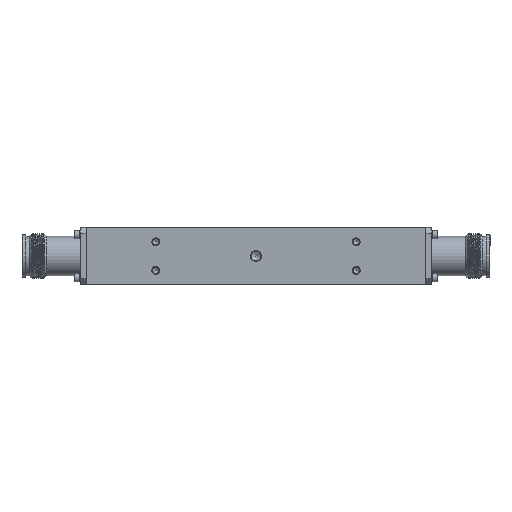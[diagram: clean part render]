
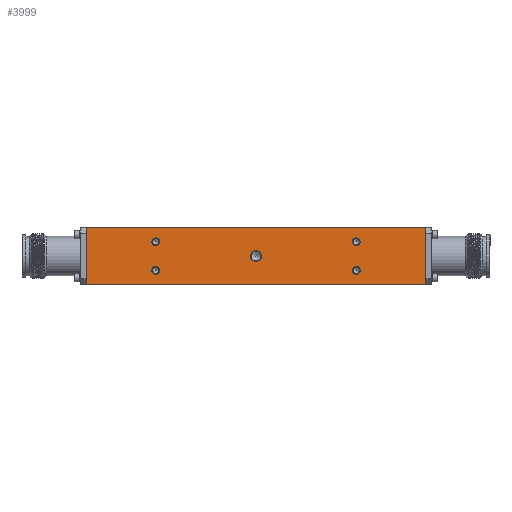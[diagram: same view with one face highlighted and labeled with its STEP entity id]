
A CAD part, front view. The second image highlights one B-rep face of the part: STEP entity #3999.
In plain terms, the highlighted planar face has unit normal (0, -1, 0).
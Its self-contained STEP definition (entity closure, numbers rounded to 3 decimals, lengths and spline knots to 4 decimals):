
#364 = AXIS2_PLACEMENT_3D ( 'NONE', #1361, #28956, #27540 ) ;
#876 = EDGE_CURVE ( 'NONE', #64225, #18227, #36553, .T. ) ;
#1303 = DIRECTION ( 'NONE',  ( 0., 0., 1. ) ) ;
#1361 = CARTESIAN_POINT ( 'NONE',  ( 1.75, -1.2, 0.25 ) ) ;
#1650 = CARTESIAN_POINT ( 'NONE',  ( 1.75, -1.2, 0.181 ) ) ;
#2881 = EDGE_CURVE ( 'NONE', #18668, #18668, #3074, .T. ) ;
#3008 = CARTESIAN_POINT ( 'NONE',  ( -2.965, -1.2, 0.5 ) ) ;
#3074 = CIRCLE ( 'NONE', #65226, 0.069 ) ;
#3999 = ADVANCED_FACE ( 'NONE', ( #27147, #6257, #32785, #64678, #22854, #16868 ), #17211, .F. ) ;
#4238 = DIRECTION ( 'NONE',  ( 0., -1., 0. ) ) ;
#4377 = CARTESIAN_POINT ( 'NONE',  ( -2.965, -1.2, 0.5 ) ) ;
#4573 = CARTESIAN_POINT ( 'NONE',  ( -2.965, -1.2, 0.5 ) ) ;
#4654 = AXIS2_PLACEMENT_3D ( 'NONE', #20815, #4238, #57638 ) ;
#5456 = CARTESIAN_POINT ( 'NONE',  ( 0., -1.2, 0. ) ) ;
#5566 = CARTESIAN_POINT ( 'NONE',  ( -2.965, -1.2, -0.5 ) ) ;
#5940 = ORIENTED_EDGE ( 'NONE', *, *, #19960, .F. ) ;
#6257 = FACE_BOUND ( 'NONE', #12796, .T. ) ;
#6582 = CARTESIAN_POINT ( 'NONE',  ( 0., -1.2, -0.0984 ) ) ;
#7052 = DIRECTION ( 'NONE',  ( 1., 0., 0. ) ) ;
#9182 = EDGE_LOOP ( 'NONE', ( #26300, #11425, #58945, #51412 ) ) ;
#10682 = CARTESIAN_POINT ( 'NONE',  ( -1.75, -1.2, 0.181 ) ) ;
#10875 = DIRECTION ( 'NONE',  ( 0., 1., 0. ) ) ;
#11425 = ORIENTED_EDGE ( 'NONE', *, *, #42695, .F. ) ;
#12796 = EDGE_LOOP ( 'NONE', ( #42751 ) ) ;
#13309 = CARTESIAN_POINT ( 'NONE',  ( 1.75, -1.2, -0.25 ) ) ;
#16276 = CARTESIAN_POINT ( 'NONE',  ( 2.965, -1.2, 0.5 ) ) ;
#16509 = ORIENTED_EDGE ( 'NONE', *, *, #20333, .F. ) ;
#16868 = FACE_OUTER_BOUND ( 'NONE', #9182, .T. ) ;
#16967 = CARTESIAN_POINT ( 'NONE',  ( -2.965, -1.2, -0.5 ) ) ;
#17211 = PLANE ( 'NONE',  #53910 ) ;
#17368 = CARTESIAN_POINT ( 'NONE',  ( -1.75, -1.2, -0.319 ) ) ;
#18227 = VERTEX_POINT ( 'NONE', #5566 ) ;
#18668 = VERTEX_POINT ( 'NONE', #56893 ) ;
#19960 = EDGE_CURVE ( 'NONE', #59692, #59692, #68125, .T. ) ;
#20264 = LINE ( 'NONE', #4377, #52201 ) ;
#20333 = EDGE_CURVE ( 'NONE', #65351, #65351, #46680, .T. ) ;
#20815 = CARTESIAN_POINT ( 'NONE',  ( -1.75, -1.2, 0.25 ) ) ;
#20999 = CARTESIAN_POINT ( 'NONE',  ( -1.75, -1.2, -0.25 ) ) ;
#22854 = FACE_BOUND ( 'NONE', #41234, .T. ) ;
#23674 = ORIENTED_EDGE ( 'NONE', *, *, #47450, .F. ) ;
#23716 = VERTEX_POINT ( 'NONE', #16276 ) ;
#26300 = ORIENTED_EDGE ( 'NONE', *, *, #53868, .T. ) ;
#26614 = VERTEX_POINT ( 'NONE', #10682 ) ;
#27147 = FACE_BOUND ( 'NONE', #68243, .T. ) ;
#27540 = DIRECTION ( 'NONE',  ( 0., 0., -1. ) ) ;
#28053 = DIRECTION ( 'NONE',  ( 0., 0., -1. ) ) ;
#28956 = DIRECTION ( 'NONE',  ( 0., -1., 0. ) ) ;
#30141 = EDGE_LOOP ( 'NONE', ( #49441 ) ) ;
#31965 = DIRECTION ( 'NONE',  ( 0., 0., -1. ) ) ;
#32785 = FACE_BOUND ( 'NONE', #54003, .T. ) ;
#33010 = EDGE_CURVE ( 'NONE', #26614, #26614, #35115, .T. ) ;
#33923 = LINE ( 'NONE', #16967, #50306 ) ;
#34171 = DIRECTION ( 'NONE',  ( 0., 0., -1. ) ) ;
#35115 = CIRCLE ( 'NONE', #4654, 0.069 ) ;
#36553 = LINE ( 'NONE', #3008, #60423 ) ;
#36919 = DIRECTION ( 'NONE',  ( 0., -1., 0. ) ) ;
#37570 = AXIS2_PLACEMENT_3D ( 'NONE', #5456, #43280, #28053 ) ;
#41234 = EDGE_LOOP ( 'NONE', ( #23674 ) ) ;
#41528 = DIRECTION ( 'NONE',  ( 0., 0., -1. ) ) ;
#42129 = CIRCLE ( 'NONE', #42182, 0.069 ) ;
#42182 = AXIS2_PLACEMENT_3D ( 'NONE', #20999, #36919, #31965 ) ;
#42695 = EDGE_CURVE ( 'NONE', #23716, #57790, #49451, .T. ) ;
#42751 = ORIENTED_EDGE ( 'NONE', *, *, #33010, .F. ) ;
#43280 = DIRECTION ( 'NONE',  ( 0., -1., 0. ) ) ;
#46680 = CIRCLE ( 'NONE', #364, 0.069 ) ;
#47450 = EDGE_CURVE ( 'NONE', #65516, #65516, #42129, .T. ) ;
#47869 = DIRECTION ( 'NONE',  ( 1., 0., 0. ) ) ;
#49413 = CARTESIAN_POINT ( 'NONE',  ( -2.965, -1.2, 0.5 ) ) ;
#49441 = ORIENTED_EDGE ( 'NONE', *, *, #2881, .F. ) ;
#49451 = LINE ( 'NONE', #64712, #57712 ) ;
#50306 = VECTOR ( 'NONE', #7052, 39.3701 ) ;
#50789 = CARTESIAN_POINT ( 'NONE',  ( 2.965, -1.2, -0.5 ) ) ;
#51164 = DIRECTION ( 'NONE',  ( 0., -1., 0. ) ) ;
#51412 = ORIENTED_EDGE ( 'NONE', *, *, #876, .T. ) ;
#52201 = VECTOR ( 'NONE', #47869, 39.3701 ) ;
#53389 = DIRECTION ( 'NONE',  ( 0., 0., -1. ) ) ;
#53868 = EDGE_CURVE ( 'NONE', #18227, #57790, #33923, .T. ) ;
#53910 = AXIS2_PLACEMENT_3D ( 'NONE', #49413, #10875, #1303 ) ;
#54003 = EDGE_LOOP ( 'NONE', ( #16509 ) ) ;
#56893 = CARTESIAN_POINT ( 'NONE',  ( 1.75, -1.2, -0.319 ) ) ;
#57638 = DIRECTION ( 'NONE',  ( 0., 0., -1. ) ) ;
#57712 = VECTOR ( 'NONE', #53389, 39.3701 ) ;
#57790 = VERTEX_POINT ( 'NONE', #50789 ) ;
#58945 = ORIENTED_EDGE ( 'NONE', *, *, #68714, .F. ) ;
#59692 = VERTEX_POINT ( 'NONE', #6582 ) ;
#60423 = VECTOR ( 'NONE', #41528, 39.3701 ) ;
#64225 = VERTEX_POINT ( 'NONE', #4573 ) ;
#64678 = FACE_BOUND ( 'NONE', #30141, .T. ) ;
#64712 = CARTESIAN_POINT ( 'NONE',  ( 2.965, -1.2, 0.5 ) ) ;
#65226 = AXIS2_PLACEMENT_3D ( 'NONE', #13309, #51164, #34171 ) ;
#65351 = VERTEX_POINT ( 'NONE', #1650 ) ;
#65516 = VERTEX_POINT ( 'NONE', #17368 ) ;
#68125 = CIRCLE ( 'NONE', #37570, 0.0984 ) ;
#68243 = EDGE_LOOP ( 'NONE', ( #5940 ) ) ;
#68714 = EDGE_CURVE ( 'NONE', #64225, #23716, #20264, .T. ) ;
